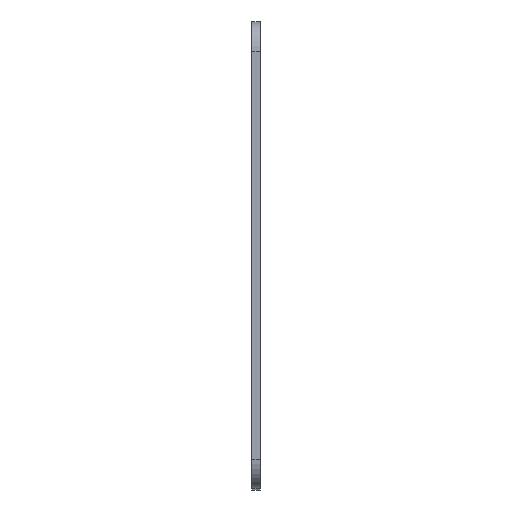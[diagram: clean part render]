
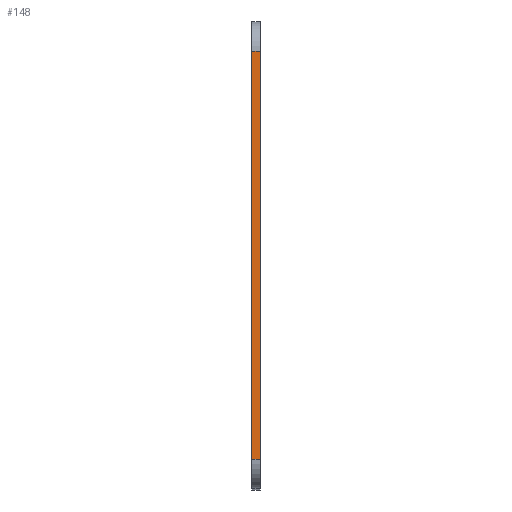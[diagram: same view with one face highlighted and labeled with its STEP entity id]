
A CAD part, top view. The second image highlights one B-rep face of the part: STEP entity #148.
In plain terms, the highlighted planar face has unit normal (0, 0, 1).
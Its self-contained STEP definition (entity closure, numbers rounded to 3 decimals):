
#69 = VECTOR ( 'NONE', #425, 1000. ) ;
#148 = ADVANCED_FACE ( 'NONE', ( #413 ), #3954, .T. ) ;
#177 = VECTOR ( 'NONE', #823, 1000. ) ;
#205 = EDGE_CURVE ( 'NONE', #1352, #2278, #600, .T. ) ;
#413 = FACE_OUTER_BOUND ( 'NONE', #1915, .T. ) ;
#425 = DIRECTION ( 'NONE',  ( 1., 0., 0. ) ) ;
#492 = CARTESIAN_POINT ( 'NONE',  ( -1.5, 0., 0. ) ) ;
#600 = LINE ( 'NONE', #1172, #686 ) ;
#686 = VECTOR ( 'NONE', #1471, 1000. ) ;
#823 = DIRECTION ( 'NONE',  ( 0., -1., 0. ) ) ;
#835 = EDGE_CURVE ( 'NONE', #2278, #1605, #3346, .T. ) ;
#878 = CARTESIAN_POINT ( 'NONE',  ( 0., 75., 0. ) ) ;
#952 = ORIENTED_EDGE ( 'NONE', *, *, #205, .T. ) ;
#1172 = CARTESIAN_POINT ( 'NONE',  ( -1.5, 75., 0. ) ) ;
#1195 = CARTESIAN_POINT ( 'NONE',  ( -1.5, 5., 0. ) ) ;
#1352 = VERTEX_POINT ( 'NONE', #878 ) ;
#1353 = CARTESIAN_POINT ( 'NONE',  ( 0., 5., 0. ) ) ;
#1400 = ORIENTED_EDGE ( 'NONE', *, *, #2946, .T. ) ;
#1424 = ORIENTED_EDGE ( 'NONE', *, *, #835, .T. ) ;
#1464 = LINE ( 'NONE', #3069, #2989 ) ;
#1471 = DIRECTION ( 'NONE',  ( -1., 0., 0. ) ) ;
#1521 = ORIENTED_EDGE ( 'NONE', *, *, #3116, .F. ) ;
#1605 = VERTEX_POINT ( 'NONE', #1195 ) ;
#1675 = LINE ( 'NONE', #2674, #69 ) ;
#1738 = AXIS2_PLACEMENT_3D ( 'NONE', #492, #3032, #3660 ) ;
#1915 = EDGE_LOOP ( 'NONE', ( #1424, #1400, #1521, #952 ) ) ;
#1982 = CARTESIAN_POINT ( 'NONE',  ( -1.5, 75., 0. ) ) ;
#2278 = VERTEX_POINT ( 'NONE', #1982 ) ;
#2670 = CARTESIAN_POINT ( 'NONE',  ( -1.5, 0., 0. ) ) ;
#2674 = CARTESIAN_POINT ( 'NONE',  ( -1.5, 5., 0. ) ) ;
#2774 = DIRECTION ( 'NONE',  ( 0., -1., 0. ) ) ;
#2946 = EDGE_CURVE ( 'NONE', #1605, #3575, #1675, .T. ) ;
#2989 = VECTOR ( 'NONE', #2774, 1000. ) ;
#3032 = DIRECTION ( 'NONE',  ( 0., 0., 1. ) ) ;
#3069 = CARTESIAN_POINT ( 'NONE',  ( 0., 0., 0. ) ) ;
#3116 = EDGE_CURVE ( 'NONE', #1352, #3575, #1464, .T. ) ;
#3346 = LINE ( 'NONE', #2670, #177 ) ;
#3575 = VERTEX_POINT ( 'NONE', #1353 ) ;
#3660 = DIRECTION ( 'NONE',  ( 1., 0., 0. ) ) ;
#3954 = PLANE ( 'NONE',  #1738 ) ;
